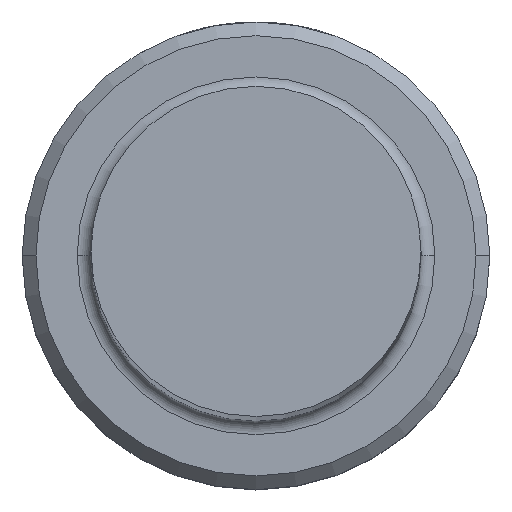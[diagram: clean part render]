
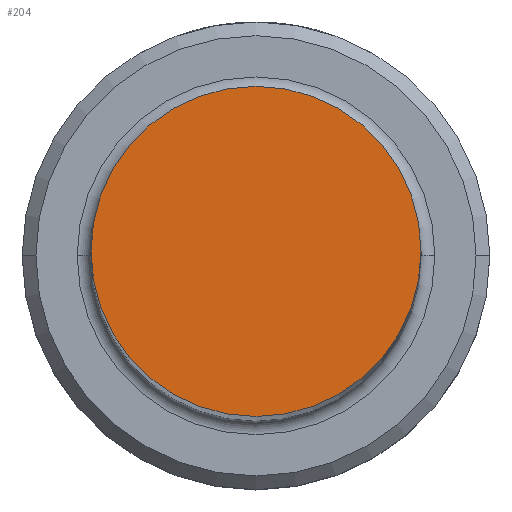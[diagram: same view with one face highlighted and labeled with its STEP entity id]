
A CAD part, top view. The second image highlights one B-rep face of the part: STEP entity #204.
In plain terms, the highlighted planar face has unit normal (0, 0, 1).
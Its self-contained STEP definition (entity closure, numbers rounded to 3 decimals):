
#10 = EDGE_LOOP ( 'NONE', ( #904, #489 ) ) ;
#18 = DIRECTION ( 'NONE',  ( 0., 0., 1. ) ) ;
#66 = CARTESIAN_POINT ( 'NONE',  ( 6., 0., 100. ) ) ;
#83 = CARTESIAN_POINT ( 'NONE',  ( 0., 0., 100. ) ) ;
#171 = DIRECTION ( 'NONE',  ( 1., 0., 0. ) ) ;
#195 = FACE_OUTER_BOUND ( 'NONE', #10, .T. ) ;
#204 = ADVANCED_FACE ( 'NONE', ( #195 ), #1156, .T. ) ;
#318 = CARTESIAN_POINT ( 'NONE',  ( 0., 0., 100. ) ) ;
#326 = DIRECTION ( 'NONE',  ( 1., 0., 0. ) ) ;
#357 = CARTESIAN_POINT ( 'NONE',  ( 0., 0., 100. ) ) ;
#361 = AXIS2_PLACEMENT_3D ( 'NONE', #83, #729, #171 ) ;
#418 = CIRCLE ( 'NONE', #813, 6. ) ;
#432 = DIRECTION ( 'NONE',  ( 1., 0., 0. ) ) ;
#489 = ORIENTED_EDGE ( 'NONE', *, *, #496, .T. ) ;
#496 = EDGE_CURVE ( 'NONE', #1197, #1098, #418, .T. ) ;
#729 = DIRECTION ( 'NONE',  ( 0., 0., 1. ) ) ;
#732 = DIRECTION ( 'NONE',  ( 0., 0., 1. ) ) ;
#738 = CARTESIAN_POINT ( 'NONE',  ( -6., 0., 100. ) ) ;
#813 = AXIS2_PLACEMENT_3D ( 'NONE', #357, #732, #432 ) ;
#904 = ORIENTED_EDGE ( 'NONE', *, *, #1032, .T. ) ;
#969 = CIRCLE ( 'NONE', #361, 6. ) ;
#1030 = AXIS2_PLACEMENT_3D ( 'NONE', #318, #18, #326 ) ;
#1032 = EDGE_CURVE ( 'NONE', #1098, #1197, #969, .T. ) ;
#1098 = VERTEX_POINT ( 'NONE', #738 ) ;
#1156 = PLANE ( 'NONE',  #1030 ) ;
#1197 = VERTEX_POINT ( 'NONE', #66 ) ;
